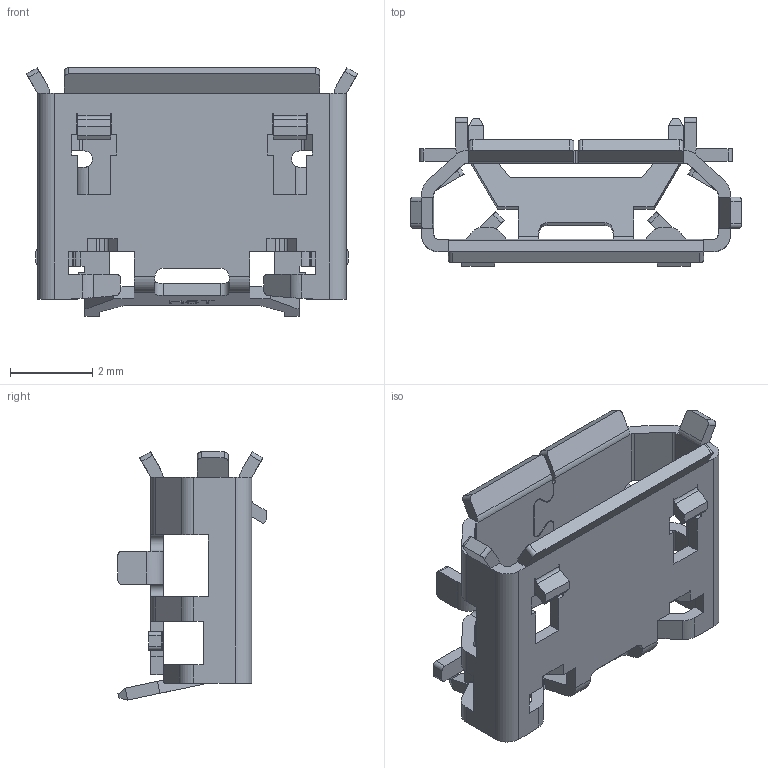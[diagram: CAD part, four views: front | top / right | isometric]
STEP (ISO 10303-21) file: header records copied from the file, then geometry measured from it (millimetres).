
FILE_DESCRIPTION (( 'STEP AP203' ), '1' );
FILE_NAME ('SHIELD1.STEP', '2011-03-03T11:27:44', ( 'no name' ), ( 'no organization' ), 'SwSTEP 2.0', 'SolidWorks 2008', '' );
FILE_SCHEMA (( 'CONFIG_CONTROL_DESIGN' ));
Length unit declared in the file: inch
Products named in the file (1): SHIELD1
Bounding box: 8.04 x 3.6 x 6.03 mm (x, y, z)
Volume: 24.9 mm3; surface area: 206.1 mm2
Topology: 1 solids, 1 shells, 455 faces, 1348 edges, 892 vertices
Faces by surface type: plane 331, cylinder 122, bspline 2
Entity records: 15305 total; most frequent: CARTESIAN_POINT 2822, ORIENTED_EDGE 2696, DIRECTION 2492, EDGE_CURVE 1348, VECTOR 1088, LINE 1088, VERTEX_POINT 892, AXIS2_PLACEMENT_3D 702
